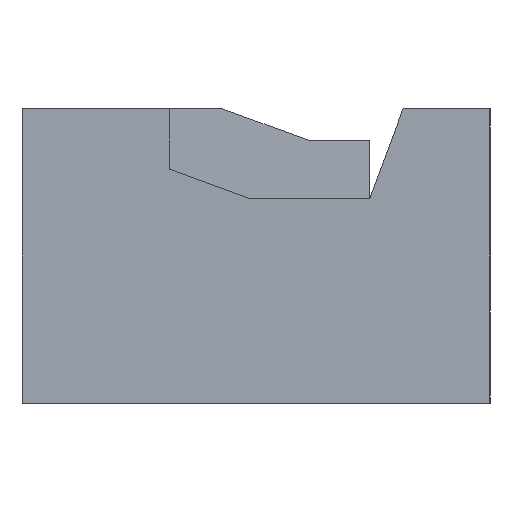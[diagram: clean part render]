
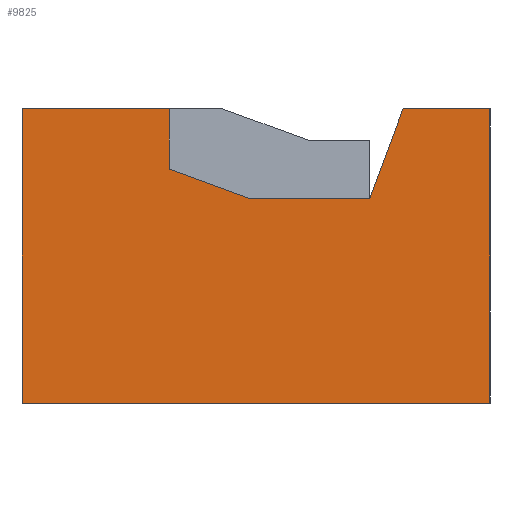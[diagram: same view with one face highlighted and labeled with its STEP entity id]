
A CAD part, left-side view. The second image highlights one B-rep face of the part: STEP entity #9825.
In plain terms, the highlighted planar face has unit normal (-1, 0, 0).
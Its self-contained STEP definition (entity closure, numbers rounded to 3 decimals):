
#1=DIRECTION('',(0.,-1.,0.));
#2=VECTOR('',#1,3.5);
#3=CARTESIAN_POINT('',(-9.025,1.75,-1.1));
#4=LINE('',#3,#2);
#17=DIRECTION('',(0.,0.349,-0.937));
#18=VECTOR('',#17,0.715);
#19=CARTESIAN_POINT('',(-9.025,-1.1,1.1));
#20=LINE('',#19,#18);
#21=DIRECTION('',(0.,0.,1.));
#22=VECTOR('',#21,2.2);
#23=CARTESIAN_POINT('',(-9.025,1.75,-1.1));
#24=LINE('',#23,#22);
#25=DIRECTION('',(0.,0.,-1.));
#26=VECTOR('',#25,0.45);
#27=CARTESIAN_POINT('',(-9.025,0.65,1.1));
#28=LINE('',#27,#26);
#29=DIRECTION('',(0.,0.939,0.345));
#30=VECTOR('',#29,0.639);
#31=CARTESIAN_POINT('',(-9.025,0.05,0.43));
#32=LINE('',#31,#30);
#33=DIRECTION('',(0.,1.,0.));
#34=VECTOR('',#33,0.9);
#35=CARTESIAN_POINT('',(-9.025,-0.85,0.43));
#36=LINE('',#35,#34);
#373=DIRECTION('',(0.,-1.,0.));
#374=VECTOR('',#373,0.65);
#375=CARTESIAN_POINT('',(-9.025,-1.1,1.1));
#376=LINE('',#375,#374);
#405=DIRECTION('',(0.,-1.,0.));
#406=VECTOR('',#405,1.1);
#407=CARTESIAN_POINT('',(-9.025,1.75,1.1));
#408=LINE('',#407,#406);
#653=DIRECTION('',(0.,0.,1.));
#654=VECTOR('',#653,2.2);
#655=CARTESIAN_POINT('',(-9.025,-1.75,-1.1));
#656=LINE('',#655,#654);
#7437=CARTESIAN_POINT('',(-9.025,1.75,-1.1));
#7438=CARTESIAN_POINT('',(-9.025,-1.75,-1.1));
#7439=VERTEX_POINT('',#7437);
#7440=VERTEX_POINT('',#7438);
#7445=CARTESIAN_POINT('',(-9.025,-1.75,1.1));
#7447=VERTEX_POINT('',#7445);
#7450=CARTESIAN_POINT('',(-9.025,1.75,1.1));
#7452=VERTEX_POINT('',#7450);
#7469=CARTESIAN_POINT('',(-9.025,-1.1,1.1));
#7470=CARTESIAN_POINT('',(-9.025,-0.85,0.43));
#7471=VERTEX_POINT('',#7469);
#7472=VERTEX_POINT('',#7470);
#7473=CARTESIAN_POINT('',(-9.025,0.05,0.43));
#7474=VERTEX_POINT('',#7473);
#7475=CARTESIAN_POINT('',(-9.025,0.65,0.65));
#7476=VERTEX_POINT('',#7475);
#7477=CARTESIAN_POINT('',(-9.025,0.65,1.1));
#7478=VERTEX_POINT('',#7477);
#9801=CARTESIAN_POINT('',(-9.025,1.75,-1.1));
#9802=DIRECTION('',(-1.,0.,0.));
#9803=DIRECTION('',(0.,-1.,0.));
#9804=AXIS2_PLACEMENT_3D('',#9801,#9802,#9803);
#9805=PLANE('',#9804);
#9807=ORIENTED_EDGE('',*,*,#9806,.F.);
#9809=ORIENTED_EDGE('',*,*,#9808,.T.);
#9811=ORIENTED_EDGE('',*,*,#9810,.F.);
#9812=ORIENTED_EDGE('',*,*,#9790,.F.);
#9814=ORIENTED_EDGE('',*,*,#9813,.T.);
#9816=ORIENTED_EDGE('',*,*,#9815,.T.);
#9818=ORIENTED_EDGE('',*,*,#9817,.T.);
#9820=ORIENTED_EDGE('',*,*,#9819,.F.);
#9822=ORIENTED_EDGE('',*,*,#9821,.F.);
#9823=EDGE_LOOP('',(#9807,#9809,#9811,#9812,#9814,#9816,#9818,#9820,#9822));
#9824=FACE_OUTER_BOUND('',#9823,.F.);
#9825=ADVANCED_FACE('',(#9824),#9805,.T.);
#9790=EDGE_CURVE('',#7439,#7440,#4,.T.);
#9806=EDGE_CURVE('',#7471,#7472,#20,.T.);
#9808=EDGE_CURVE('',#7471,#7447,#376,.T.);
#9810=EDGE_CURVE('',#7440,#7447,#656,.T.);
#9813=EDGE_CURVE('',#7439,#7452,#24,.T.);
#9815=EDGE_CURVE('',#7452,#7478,#408,.T.);
#9817=EDGE_CURVE('',#7478,#7476,#28,.T.);
#9819=EDGE_CURVE('',#7474,#7476,#32,.T.);
#9821=EDGE_CURVE('',#7472,#7474,#36,.T.);
